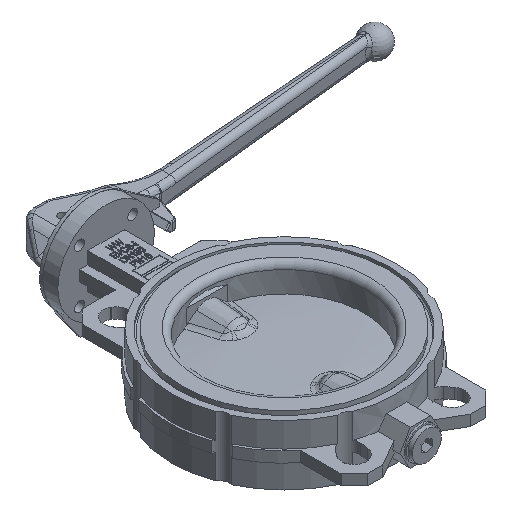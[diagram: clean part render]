
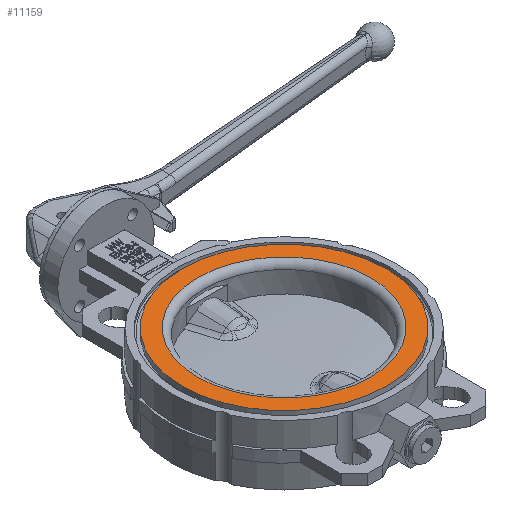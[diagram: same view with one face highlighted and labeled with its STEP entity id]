
A CAD part, isometric view. The second image highlights one B-rep face of the part: STEP entity #11159.
In plain terms, the highlighted planar face has unit normal (0, 0, 1).
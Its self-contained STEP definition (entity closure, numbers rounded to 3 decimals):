
#182=PLANE('',#12100);
#539=FACE_BOUND('',#1747,.T.);
#1101=FACE_OUTER_BOUND('',#1746,.T.);
#1746=EDGE_LOOP('',(#8550));
#1747=EDGE_LOOP('',(#8551));
#4231=CIRCLE('',#11963,80.5);
#4232=CIRCLE('',#11965,95.);
#4788=VERTEX_POINT('',#19229);
#4789=VERTEX_POINT('',#19233);
#6010=EDGE_CURVE('',#4788,#4788,#4231,.T.);
#6011=EDGE_CURVE('',#4789,#4789,#4232,.T.);
#8550=ORIENTED_EDGE('',*,*,#6011,.T.);
#8551=ORIENTED_EDGE('',*,*,#6010,.F.);
#11159=ADVANCED_FACE('',(#1101,#539),#182,.F.);
#11963=AXIS2_PLACEMENT_3D('',#19231,#13509,#13510);
#11965=AXIS2_PLACEMENT_3D('',#19234,#13513,#13514);
#12100=AXIS2_PLACEMENT_3D('',#20956,#14018,#14019);
#13509=DIRECTION('center_axis',(0.,0.,1.));
#13510=DIRECTION('ref_axis',(1.,0.,0.));
#13513=DIRECTION('center_axis',(0.,0.,1.));
#13514=DIRECTION('ref_axis',(1.,0.,0.));
#14018=DIRECTION('center_axis',(0.,0.,-1.));
#14019=DIRECTION('ref_axis',(-1.,0.,0.));
#19229=CARTESIAN_POINT('',(-80.5,0.,29.));
#19231=CARTESIAN_POINT('Origin',(0.,0.,29.));
#19233=CARTESIAN_POINT('',(-95.,0.,29.));
#19234=CARTESIAN_POINT('Origin',(0.,0.,29.));
#20956=CARTESIAN_POINT('Origin',(0.,80.5,29.));
